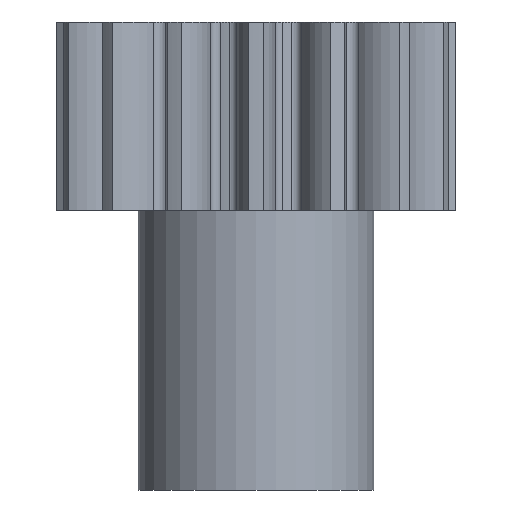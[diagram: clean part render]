
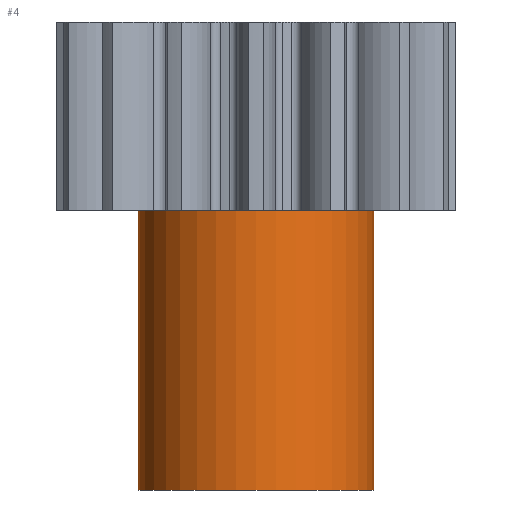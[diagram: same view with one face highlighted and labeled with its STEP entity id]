
A CAD part, front view. The second image highlights one B-rep face of the part: STEP entity #4.
In plain terms, the highlighted cylindrical face has radius 40 mm (diameter 80 mm), a partial arc.
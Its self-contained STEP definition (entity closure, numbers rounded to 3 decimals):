
#1 = EDGE_CURVE ( 'NONE', #285, #278, #1574, .T. ) ;
#4 = ADVANCED_FACE ( 'NONE', ( #1569 ), #1581, .T. ) ;
#6 = ORIENTED_EDGE ( 'NONE', *, *, #1, .T. ) ;
#10 = ORIENTED_EDGE ( 'NONE', *, *, #1131, .F. ) ;
#11 = ORIENTED_EDGE ( 'NONE', *, *, #265, .F. ) ;
#21 = ORIENTED_EDGE ( 'NONE', *, *, #251, .T. ) ;
#57 = EDGE_LOOP ( 'NONE', ( #11, #6, #21, #10 ) ) ;
#245 = VERTEX_POINT ( 'NONE', #3437 ) ;
#251 = EDGE_CURVE ( 'NONE', #278, #245, #3477, .T. ) ;
#258 = VERTEX_POINT ( 'NONE', #3428 ) ;
#265 = EDGE_CURVE ( 'NONE', #285, #258, #3421, .T. ) ;
#278 = VERTEX_POINT ( 'NONE', #3634 ) ;
#285 = VERTEX_POINT ( 'NONE', #3640 ) ;
#1131 = EDGE_CURVE ( 'NONE', #258, #245, #2655, .T. ) ;
#1566 = DIRECTION ( 'NONE',  ( 1., 0., 0. ) ) ;
#1567 = DIRECTION ( 'NONE',  ( 0., 0., 1. ) ) ;
#1568 = CARTESIAN_POINT ( 'NONE',  ( 0., 0., -95. ) ) ;
#1569 = FACE_OUTER_BOUND ( 'NONE', #57, .T. ) ;
#1570 = DIRECTION ( 'NONE',  ( 1., 0., 0. ) ) ;
#1571 = DIRECTION ( 'NONE',  ( 0., 0., 1. ) ) ;
#1572 = CARTESIAN_POINT ( 'NONE',  ( 0., 0., -95. ) ) ;
#1573 = AXIS2_PLACEMENT_3D ( 'NONE', #1572, #1571, #1570 ) ;
#1574 = CIRCLE ( 'NONE', #1573, 40. ) ;
#1580 = AXIS2_PLACEMENT_3D ( 'NONE', #1568, #1567, #1566 ) ;
#1581 = CYLINDRICAL_SURFACE ( 'NONE', #1580, 40. ) ;
#2655 = CIRCLE ( 'NONE', #2671, 40. ) ;
#2671 = AXIS2_PLACEMENT_3D ( 'NONE', #2711, #2710, #2709 ) ;
#2709 = DIRECTION ( 'NONE',  ( 1., 0., 0. ) ) ;
#2710 = DIRECTION ( 'NONE',  ( 0., 0., 1. ) ) ;
#2711 = CARTESIAN_POINT ( 'NONE',  ( 0., 0., 0. ) ) ;
#3412 = DIRECTION ( 'NONE',  ( 0., 0., 1. ) ) ;
#3413 = CARTESIAN_POINT ( 'NONE',  ( -40., 0., -95. ) ) ;
#3421 = LINE ( 'NONE', #3413, #3505 ) ;
#3428 = CARTESIAN_POINT ( 'NONE',  ( -40., 0., 0. ) ) ;
#3431 = DIRECTION ( 'NONE',  ( 0., 0., 1. ) ) ;
#3437 = CARTESIAN_POINT ( 'NONE',  ( 40., 0., 0. ) ) ;
#3476 = CARTESIAN_POINT ( 'NONE',  ( 40., 0., -95. ) ) ;
#3477 = LINE ( 'NONE', #3476, #3479 ) ;
#3479 = VECTOR ( 'NONE', #3431, 1000. ) ;
#3505 = VECTOR ( 'NONE', #3412, 1000. ) ;
#3634 = CARTESIAN_POINT ( 'NONE',  ( 40., 0., -95. ) ) ;
#3640 = CARTESIAN_POINT ( 'NONE',  ( -40., 0., -95. ) ) ;
